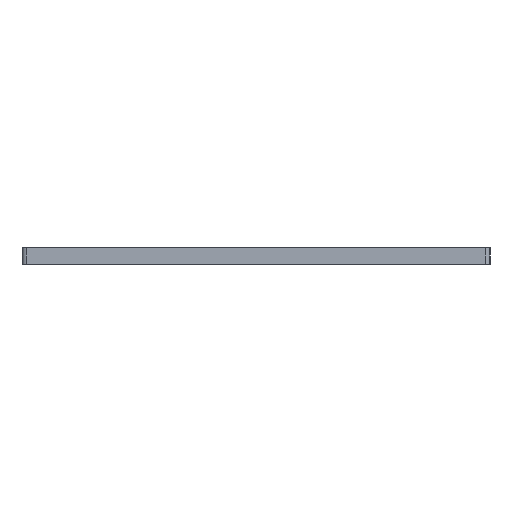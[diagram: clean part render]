
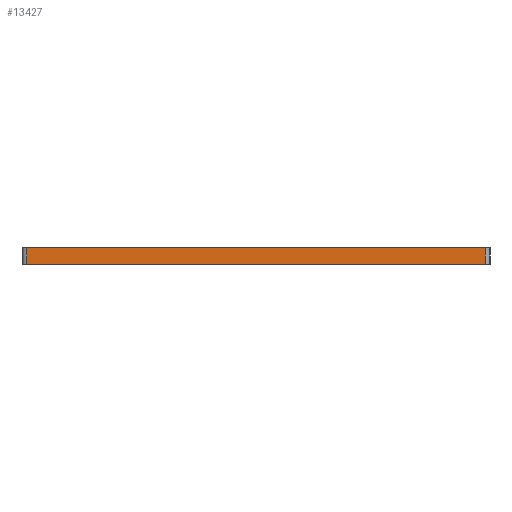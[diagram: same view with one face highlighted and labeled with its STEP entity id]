
A CAD part, left-side view. The second image highlights one B-rep face of the part: STEP entity #13427.
In plain terms, the highlighted planar face has unit normal (-1, 0, 0).
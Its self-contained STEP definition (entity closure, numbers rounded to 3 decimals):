
#32 = PLANE('',#33);
#33 = AXIS2_PLACEMENT_3D('',#34,#35,#36);
#34 = CARTESIAN_POINT('',(168.657,74.378,0.));
#35 = DIRECTION('',(0.,0.,1.));
#36 = DIRECTION('',(1.,0.,0.));
#470 = VERTEX_POINT('',#471);
#471 = CARTESIAN_POINT('',(3.47,143.421,0.));
#490 = CYLINDRICAL_SURFACE('',#491,1.5);
#491 = AXIS2_PLACEMENT_3D('',#492,#493,#494);
#492 = CARTESIAN_POINT('',(4.97,143.421,0.));
#493 = DIRECTION('',(0.,0.,1.));
#494 = DIRECTION('',(-1.,0.,0.));
#502 = EDGE_CURVE('',#503,#470,#505,.T.);
#503 = VERTEX_POINT('',#504);
#504 = CARTESIAN_POINT('',(3.47,4.921,0.));
#505 = SURFACE_CURVE('',#506,(#510,#517),.PCURVE_S1.);
#506 = LINE('',#507,#508);
#507 = CARTESIAN_POINT('',(3.47,3.421,0.));
#508 = VECTOR('',#509,1.);
#509 = DIRECTION('',(0.,1.,0.));
#510 = PCURVE('',#32,#511);
#511 = DEFINITIONAL_REPRESENTATION('',(#512),#516);
#512 = LINE('',#513,#514);
#513 = CARTESIAN_POINT('',(-165.186,-70.957));
#514 = VECTOR('',#515,1.);
#515 = DIRECTION('',(0.,1.));
#516 = ( GEOMETRIC_REPRESENTATION_CONTEXT(2) 
PARAMETRIC_REPRESENTATION_CONTEXT() REPRESENTATION_CONTEXT('2D SPACE',''
  ) );
#517 = PCURVE('',#518,#523);
#518 = PLANE('',#519);
#519 = AXIS2_PLACEMENT_3D('',#520,#521,#522);
#520 = CARTESIAN_POINT('',(3.47,3.421,0.));
#521 = DIRECTION('',(-1.,0.,0.));
#522 = DIRECTION('',(0.,1.,0.));
#523 = DEFINITIONAL_REPRESENTATION('',(#524),#528);
#524 = LINE('',#525,#526);
#525 = CARTESIAN_POINT('',(0.,0.));
#526 = VECTOR('',#527,1.);
#527 = DIRECTION('',(1.,0.));
#528 = ( GEOMETRIC_REPRESENTATION_CONTEXT(2) 
PARAMETRIC_REPRESENTATION_CONTEXT() REPRESENTATION_CONTEXT('2D SPACE',''
  ) );
#551 = CYLINDRICAL_SURFACE('',#552,1.5);
#552 = AXIS2_PLACEMENT_3D('',#553,#554,#555);
#553 = CARTESIAN_POINT('',(4.97,4.921,0.));
#554 = DIRECTION('',(0.,0.,1.));
#555 = DIRECTION('',(0.,-1.,0.));
#13094 = PLANE('',#13095);
#13095 = AXIS2_PLACEMENT_3D('',#13096,#13097,#13098);
#13096 = CARTESIAN_POINT('',(168.657,74.378,5.));
#13097 = DIRECTION('',(0.,0.,1.));
#13098 = DIRECTION('',(1.,0.,0.));
#13331 = VERTEX_POINT('',#13332);
#13332 = CARTESIAN_POINT('',(3.47,143.421,5.));
#13358 = EDGE_CURVE('',#470,#13331,#13359,.T.);
#13359 = SURFACE_CURVE('',#13360,(#13364,#13371),.PCURVE_S1.);
#13360 = LINE('',#13361,#13362);
#13361 = CARTESIAN_POINT('',(3.47,143.421,0.));
#13362 = VECTOR('',#13363,1.);
#13363 = DIRECTION('',(0.,0.,1.));
#13364 = PCURVE('',#490,#13365);
#13365 = DEFINITIONAL_REPRESENTATION('',(#13366),#13370);
#13366 = LINE('',#13367,#13368);
#13367 = CARTESIAN_POINT('',(-0.,0.));
#13368 = VECTOR('',#13369,1.);
#13369 = DIRECTION('',(-0.,1.));
#13370 = ( GEOMETRIC_REPRESENTATION_CONTEXT(2) 
PARAMETRIC_REPRESENTATION_CONTEXT() REPRESENTATION_CONTEXT('2D SPACE',''
  ) );
#13371 = PCURVE('',#518,#13372);
#13372 = DEFINITIONAL_REPRESENTATION('',(#13373),#13377);
#13373 = LINE('',#13374,#13375);
#13374 = CARTESIAN_POINT('',(140.,0.));
#13375 = VECTOR('',#13376,1.);
#13376 = DIRECTION('',(0.,-1.));
#13377 = ( GEOMETRIC_REPRESENTATION_CONTEXT(2) 
PARAMETRIC_REPRESENTATION_CONTEXT() REPRESENTATION_CONTEXT('2D SPACE',''
  ) );
#13427 = ADVANCED_FACE('',(#13428),#518,.T.);
#13428 = FACE_BOUND('',#13429,.T.);
#13429 = EDGE_LOOP('',(#13430,#13431,#13454,#13475));
#13430 = ORIENTED_EDGE('',*,*,#502,.F.);
#13431 = ORIENTED_EDGE('',*,*,#13432,.T.);
#13432 = EDGE_CURVE('',#503,#13433,#13435,.T.);
#13433 = VERTEX_POINT('',#13434);
#13434 = CARTESIAN_POINT('',(3.47,4.921,5.));
#13435 = SURFACE_CURVE('',#13436,(#13440,#13447),.PCURVE_S1.);
#13436 = LINE('',#13437,#13438);
#13437 = CARTESIAN_POINT('',(3.47,4.921,0.));
#13438 = VECTOR('',#13439,1.);
#13439 = DIRECTION('',(0.,0.,1.));
#13440 = PCURVE('',#518,#13441);
#13441 = DEFINITIONAL_REPRESENTATION('',(#13442),#13446);
#13442 = LINE('',#13443,#13444);
#13443 = CARTESIAN_POINT('',(1.5,0.));
#13444 = VECTOR('',#13445,1.);
#13445 = DIRECTION('',(0.,-1.));
#13446 = ( GEOMETRIC_REPRESENTATION_CONTEXT(2) 
PARAMETRIC_REPRESENTATION_CONTEXT() REPRESENTATION_CONTEXT('2D SPACE',''
  ) );
#13447 = PCURVE('',#551,#13448);
#13448 = DEFINITIONAL_REPRESENTATION('',(#13449),#13453);
#13449 = LINE('',#13450,#13451);
#13450 = CARTESIAN_POINT('',(-1.571,0.));
#13451 = VECTOR('',#13452,1.);
#13452 = DIRECTION('',(-0.,1.));
#13453 = ( GEOMETRIC_REPRESENTATION_CONTEXT(2) 
PARAMETRIC_REPRESENTATION_CONTEXT() REPRESENTATION_CONTEXT('2D SPACE',''
  ) );
#13454 = ORIENTED_EDGE('',*,*,#13455,.T.);
#13455 = EDGE_CURVE('',#13433,#13331,#13456,.T.);
#13456 = SURFACE_CURVE('',#13457,(#13461,#13468),.PCURVE_S1.);
#13457 = LINE('',#13458,#13459);
#13458 = CARTESIAN_POINT('',(3.47,3.421,5.));
#13459 = VECTOR('',#13460,1.);
#13460 = DIRECTION('',(0.,1.,0.));
#13461 = PCURVE('',#518,#13462);
#13462 = DEFINITIONAL_REPRESENTATION('',(#13463),#13467);
#13463 = LINE('',#13464,#13465);
#13464 = CARTESIAN_POINT('',(0.,-5.));
#13465 = VECTOR('',#13466,1.);
#13466 = DIRECTION('',(1.,0.));
#13467 = ( GEOMETRIC_REPRESENTATION_CONTEXT(2) 
PARAMETRIC_REPRESENTATION_CONTEXT() REPRESENTATION_CONTEXT('2D SPACE',''
  ) );
#13468 = PCURVE('',#13094,#13469);
#13469 = DEFINITIONAL_REPRESENTATION('',(#13470),#13474);
#13470 = LINE('',#13471,#13472);
#13471 = CARTESIAN_POINT('',(-165.186,-70.957));
#13472 = VECTOR('',#13473,1.);
#13473 = DIRECTION('',(0.,1.));
#13474 = ( GEOMETRIC_REPRESENTATION_CONTEXT(2) 
PARAMETRIC_REPRESENTATION_CONTEXT() REPRESENTATION_CONTEXT('2D SPACE',''
  ) );
#13475 = ORIENTED_EDGE('',*,*,#13358,.F.);
